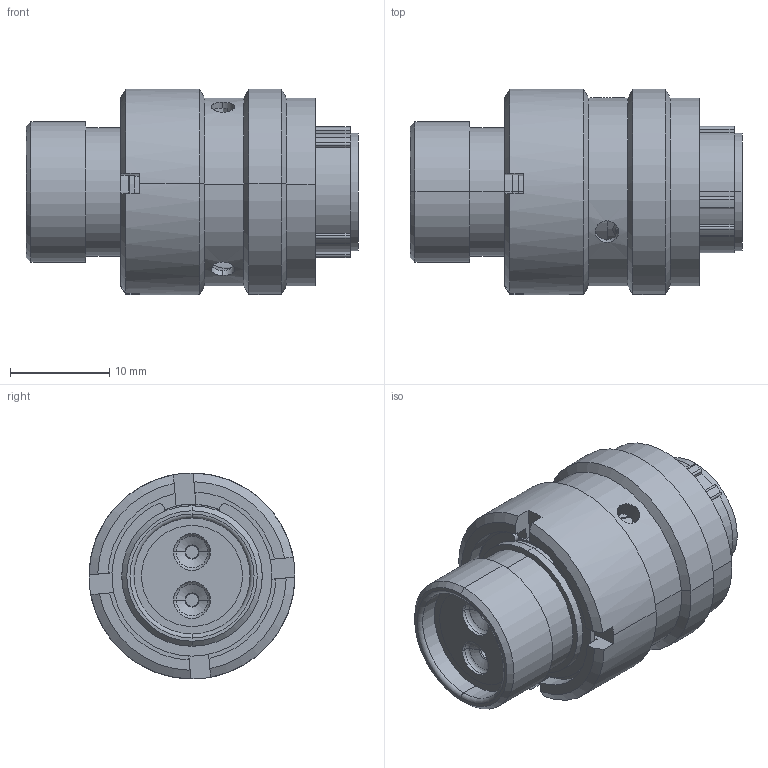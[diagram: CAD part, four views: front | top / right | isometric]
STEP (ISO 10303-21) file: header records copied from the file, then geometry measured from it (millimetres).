
FILE_DESCRIPTION (( 'STEP AP214' ), '1' );
FILE_NAME ('AS610-02SN.STEP', '2020-01-02T11:04:03', ( 'TE Connectivity' ), ( 'TE Connectivity' ), 'SwSTEP 2.0', 'SolidWorks 2016', '' );
FILE_SCHEMA (( 'AUTOMOTIVE_DESIGN' ));
Length unit declared in the file: millimetre
Products named in the file (1): AS610-02SN
Bounding box: 33.37 x 20.7 x 20.7 mm (x, y, z)
Volume: 5862.8 mm3; surface area: 9158 mm2
Topology: 9 solids, 9 shells, 535 faces, 1401 edges, 897 vertices
Faces by surface type: plane 215, cylinder 212, torus 50, cone 46, bspline 12
Entity records: 25804 total; most frequent: CARTESIAN_POINT 7562, ORIENTED_EDGE 2802, DIRECTION 2242, EDGE_CURVE 1401, AXIS2_PLACEMENT_3D 916, VERTEX_POINT 897, EDGE_LOOP 574, UNCERTAINTY_MEASURE_WITH_UNIT 546
